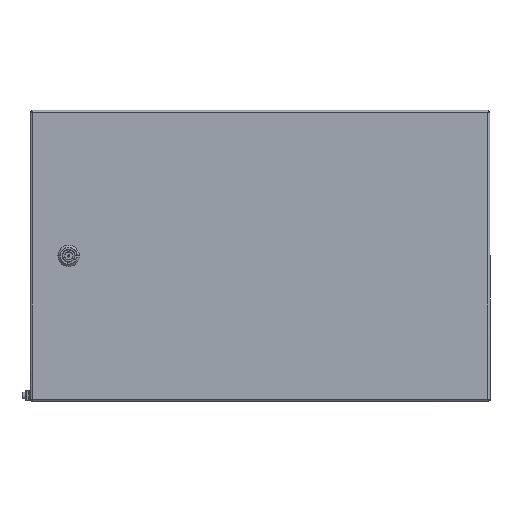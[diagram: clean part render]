
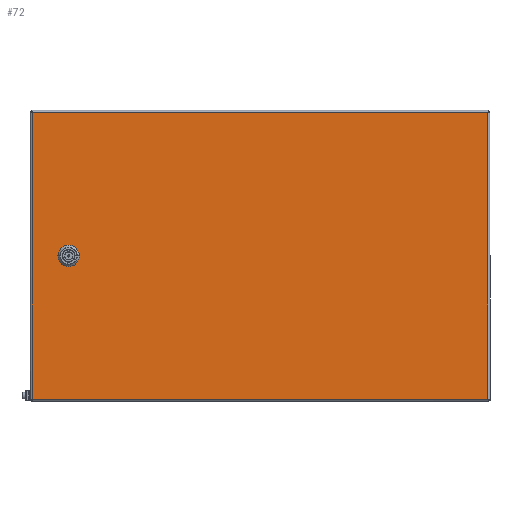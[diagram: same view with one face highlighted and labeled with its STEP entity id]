
A CAD part, top view. The second image highlights one B-rep face of the part: STEP entity #72.
In plain terms, the highlighted face is planar.
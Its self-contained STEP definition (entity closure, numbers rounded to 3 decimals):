
#72 = ADVANCED_FACE ( 'NONE', ( #16614, #25668 ), #37704, .F. ) ;
#388 = DIRECTION ( 'NONE',  ( 1., 0., 0. ) ) ;
#654 = CARTESIAN_POINT ( 'NONE',  ( 244.846, -10., 0. ) ) ;
#671 = ORIENTED_EDGE ( 'NONE', *, *, #37837, .F. ) ;
#912 = CIRCLE ( 'NONE', #16532, 11.25 ) ;
#1044 = VECTOR ( 'NONE', #37248, 1000. ) ;
#1212 = VERTEX_POINT ( 'NONE', #2202 ) ;
#2202 = CARTESIAN_POINT ( 'NONE',  ( 240., 5.154, 0. ) ) ;
#2249 = ORIENTED_EDGE ( 'NONE', *, *, #4418, .T. ) ;
#3725 = VERTEX_POINT ( 'NONE', #4885 ) ;
#4418 = EDGE_CURVE ( 'NONE', #12069, #6102, #12632, .T. ) ;
#4885 = CARTESIAN_POINT ( 'NONE',  ( 255.154, -10., 0. ) ) ;
#5178 = AXIS2_PLACEMENT_3D ( 'NONE', #8110, #31936, #11509 ) ;
#5196 = EDGE_CURVE ( 'NONE', #1212, #37175, #15783, .T. ) ;
#5278 = VERTEX_POINT ( 'NONE', #41040 ) ;
#5313 = DIRECTION ( 'NONE',  ( 0., 1., 0. ) ) ;
#6102 = VERTEX_POINT ( 'NONE', #25530 ) ;
#6569 = DIRECTION ( 'NONE',  ( 0., -1., 0. ) ) ;
#7102 = VERTEX_POINT ( 'NONE', #20695 ) ;
#7721 = LINE ( 'NONE', #32577, #15704 ) ;
#8110 = CARTESIAN_POINT ( 'NONE',  ( 250., 0., 0. ) ) ;
#8574 = EDGE_CURVE ( 'NONE', #24211, #5278, #32368, .T. ) ;
#8935 = VECTOR ( 'NONE', #12873, 1000. ) ;
#9321 = VECTOR ( 'NONE', #25279, 1000. ) ;
#9461 = CARTESIAN_POINT ( 'NONE',  ( 298.493, -187.25, 0. ) ) ;
#9989 = LINE ( 'NONE', #9461, #8935 ) ;
#10276 = EDGE_LOOP ( 'NONE', ( #40527, #2249, #16268, #30090 ) ) ;
#10458 = CARTESIAN_POINT ( 'NONE',  ( -300., 190., 0. ) ) ;
#10479 = EDGE_LOOP ( 'NONE', ( #43248, #35239, #38509, #671, #22806, #34658, #27573, #19071 ) ) ;
#10491 = CARTESIAN_POINT ( 'NONE',  ( -297.25, -188.493, 0. ) ) ;
#10537 = DIRECTION ( 'NONE',  ( 1., 0., 0. ) ) ;
#11509 = DIRECTION ( 'NONE',  ( -1., 0., 0. ) ) ;
#12069 = VERTEX_POINT ( 'NONE', #29653 ) ;
#12632 = LINE ( 'NONE', #10491, #28668 ) ;
#12671 = EDGE_CURVE ( 'NONE', #40934, #1212, #19777, .T. ) ;
#12825 = CARTESIAN_POINT ( 'NONE',  ( 297.25, -187.25, 0. ) ) ;
#12873 = DIRECTION ( 'NONE',  ( -1., 0., 0. ) ) ;
#13425 = CARTESIAN_POINT ( 'NONE',  ( -298.493, 187.25, 0. ) ) ;
#13849 = VERTEX_POINT ( 'NONE', #19352 ) ;
#14188 = CARTESIAN_POINT ( 'NONE',  ( 250., 0., 0. ) ) ;
#14639 = EDGE_CURVE ( 'NONE', #3725, #20687, #7721, .T. ) ;
#14830 = CIRCLE ( 'NONE', #22545, 11.25 ) ;
#15319 = VECTOR ( 'NONE', #6569, 1000. ) ;
#15704 = VECTOR ( 'NONE', #35966, 1000. ) ;
#15783 = CIRCLE ( 'NONE', #38722, 11.25 ) ;
#15935 = DIRECTION ( 'NONE',  ( 0., 0., -1. ) ) ;
#16268 = ORIENTED_EDGE ( 'NONE', *, *, #18143, .T. ) ;
#16532 = AXIS2_PLACEMENT_3D ( 'NONE', #19650, #43416, #23096 ) ;
#16614 = FACE_BOUND ( 'NONE', #10479, .T. ) ;
#17584 = DIRECTION ( 'NONE',  ( -1., 0., 0. ) ) ;
#18010 = AXIS2_PLACEMENT_3D ( 'NONE', #10458, #20731, #388 ) ;
#18143 = EDGE_CURVE ( 'NONE', #6102, #7102, #36154, .T. ) ;
#19071 = ORIENTED_EDGE ( 'NONE', *, *, #19624, .F. ) ;
#19352 = CARTESIAN_POINT ( 'NONE',  ( 255.154, 10., 0. ) ) ;
#19624 = EDGE_CURVE ( 'NONE', #20687, #40934, #912, .T. ) ;
#19650 = CARTESIAN_POINT ( 'NONE',  ( 250., 0., 0. ) ) ;
#19777 = LINE ( 'NONE', #35954, #27785 ) ;
#20687 = VERTEX_POINT ( 'NONE', #654 ) ;
#20695 = CARTESIAN_POINT ( 'NONE',  ( 297.25, 187.25, 0. ) ) ;
#20731 = DIRECTION ( 'NONE',  ( 0., 0., 1. ) ) ;
#22545 = AXIS2_PLACEMENT_3D ( 'NONE', #14188, #37971, #17584 ) ;
#22806 = ORIENTED_EDGE ( 'NONE', *, *, #42463, .F. ) ;
#23096 = DIRECTION ( 'NONE',  ( -1., 0., 0. ) ) ;
#23395 = CARTESIAN_POINT ( 'NONE',  ( 260., 5.154, 0. ) ) ;
#24066 = DIRECTION ( 'NONE',  ( 0., 1., 0. ) ) ;
#24211 = VERTEX_POINT ( 'NONE', #23395 ) ;
#25279 = DIRECTION ( 'NONE',  ( 0., -1., 0. ) ) ;
#25530 = CARTESIAN_POINT ( 'NONE',  ( -297.25, 187.25, 0. ) ) ;
#25668 = FACE_OUTER_BOUND ( 'NONE', #10276, .T. ) ;
#27573 = ORIENTED_EDGE ( 'NONE', *, *, #12671, .F. ) ;
#27785 = VECTOR ( 'NONE', #5313, 1000. ) ;
#28205 = CIRCLE ( 'NONE', #5178, 11.25 ) ;
#28524 = LINE ( 'NONE', #28748, #9321 ) ;
#28668 = VECTOR ( 'NONE', #24066, 1000. ) ;
#28748 = CARTESIAN_POINT ( 'NONE',  ( 297.25, 188.493, 0. ) ) ;
#29653 = CARTESIAN_POINT ( 'NONE',  ( -297.25, -187.25, 0. ) ) ;
#29667 = EDGE_CURVE ( 'NONE', #7102, #38006, #28524, .T. ) ;
#29903 = LINE ( 'NONE', #34362, #38883 ) ;
#30090 = ORIENTED_EDGE ( 'NONE', *, *, #29667, .T. ) ;
#31936 = DIRECTION ( 'NONE',  ( 0., 0., -1. ) ) ;
#32368 = LINE ( 'NONE', #40608, #15319 ) ;
#32577 = CARTESIAN_POINT ( 'NONE',  ( 255.154, -10., 0. ) ) ;
#34362 = CARTESIAN_POINT ( 'NONE',  ( 255.154, 10., 0. ) ) ;
#34658 = ORIENTED_EDGE ( 'NONE', *, *, #5196, .F. ) ;
#35239 = ORIENTED_EDGE ( 'NONE', *, *, #43534, .F. ) ;
#35954 = CARTESIAN_POINT ( 'NONE',  ( 240., 5.154, 0. ) ) ;
#35966 = DIRECTION ( 'NONE',  ( -1., 0., 0. ) ) ;
#36154 = LINE ( 'NONE', #13425, #1044 ) ;
#36257 = CARTESIAN_POINT ( 'NONE',  ( 240., -5.154, 0. ) ) ;
#36326 = CARTESIAN_POINT ( 'NONE',  ( 250., 0., 0. ) ) ;
#37175 = VERTEX_POINT ( 'NONE', #37922 ) ;
#37248 = DIRECTION ( 'NONE',  ( 1., 0., 0. ) ) ;
#37704 = PLANE ( 'NONE',  #18010 ) ;
#37837 = EDGE_CURVE ( 'NONE', #13849, #24211, #28205, .T. ) ;
#37922 = CARTESIAN_POINT ( 'NONE',  ( 244.846, 10., 0. ) ) ;
#37971 = DIRECTION ( 'NONE',  ( 0., 0., -1. ) ) ;
#38006 = VERTEX_POINT ( 'NONE', #12825 ) ;
#38509 = ORIENTED_EDGE ( 'NONE', *, *, #8574, .F. ) ;
#38722 = AXIS2_PLACEMENT_3D ( 'NONE', #36326, #15935, #39726 ) ;
#38883 = VECTOR ( 'NONE', #10537, 1000. ) ;
#39398 = EDGE_CURVE ( 'NONE', #38006, #12069, #9989, .T. ) ;
#39726 = DIRECTION ( 'NONE',  ( -1., 0., 0. ) ) ;
#40527 = ORIENTED_EDGE ( 'NONE', *, *, #39398, .T. ) ;
#40608 = CARTESIAN_POINT ( 'NONE',  ( 260., 5.154, 0. ) ) ;
#40934 = VERTEX_POINT ( 'NONE', #36257 ) ;
#41040 = CARTESIAN_POINT ( 'NONE',  ( 260., -5.154, 0. ) ) ;
#42463 = EDGE_CURVE ( 'NONE', #37175, #13849, #29903, .T. ) ;
#43248 = ORIENTED_EDGE ( 'NONE', *, *, #14639, .F. ) ;
#43416 = DIRECTION ( 'NONE',  ( 0., 0., -1. ) ) ;
#43534 = EDGE_CURVE ( 'NONE', #5278, #3725, #14830, .T. ) ;
